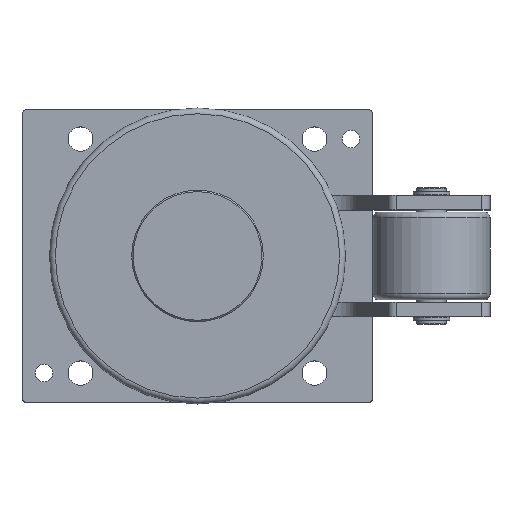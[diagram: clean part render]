
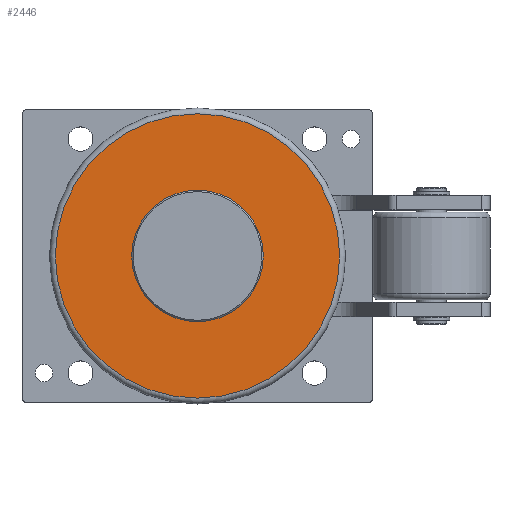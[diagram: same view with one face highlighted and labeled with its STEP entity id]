
A CAD part, top view. The second image highlights one B-rep face of the part: STEP entity #2446.
In plain terms, the highlighted planar face has unit normal (0, 0, 1).
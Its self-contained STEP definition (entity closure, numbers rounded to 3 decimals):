
#45=FACE_BOUND('',#335,.T.);
#99=PLANE('',#2697);
#190=FACE_OUTER_BOUND('',#334,.T.);
#334=EDGE_LOOP('',(#1935,#1936));
#335=EDGE_LOOP('',(#1937));
#874=CIRCLE('',#2698,48.6);
#875=CIRCLE('',#2699,48.6);
#876=CIRCLE('',#2700,22.5);
#1095=VERTEX_POINT('',#4055);
#1096=VERTEX_POINT('',#4056);
#1097=VERTEX_POINT('',#4059);
#1405=EDGE_CURVE('',#1095,#1096,#874,.T.);
#1406=EDGE_CURVE('',#1096,#1095,#875,.T.);
#1407=EDGE_CURVE('',#1097,#1097,#876,.T.);
#1935=ORIENTED_EDGE('',*,*,#1405,.F.);
#1936=ORIENTED_EDGE('',*,*,#1406,.F.);
#1937=ORIENTED_EDGE('',*,*,#1407,.F.);
#2446=ADVANCED_FACE('',(#190,#45),#99,.T.);
#2697=AXIS2_PLACEMENT_3D('',#4054,#3267,#3268);
#2698=AXIS2_PLACEMENT_3D('',#4057,#3269,#3270);
#2699=AXIS2_PLACEMENT_3D('',#4058,#3271,#3272);
#2700=AXIS2_PLACEMENT_3D('',#4060,#3273,#3274);
#3267=DIRECTION('center_axis',(0.,0.,
1.));
#3268=DIRECTION('ref_axis',(1.,0.,0.));
#3269=DIRECTION('center_axis',(0.,0.,
-1.));
#3270=DIRECTION('ref_axis',(0.,-1.,0.));
#3271=DIRECTION('center_axis',(0.,0.,
-1.));
#3272=DIRECTION('ref_axis',(0.,-1.,0.));
#3273=DIRECTION('center_axis',(0.,0.,
1.));
#3274=DIRECTION('ref_axis',(0.,1.,0.));
#4054=CARTESIAN_POINT('Origin',(-17.962,49.881,15.5));
#4055=CARTESIAN_POINT('',(-17.962,51.931,15.5));
#4056=CARTESIAN_POINT('',(-66.562,3.331,15.5));
#4057=CARTESIAN_POINT('Origin',(-17.962,3.331,15.5));
#4058=CARTESIAN_POINT('Origin',(-17.962,3.331,15.5));
#4059=CARTESIAN_POINT('',(-17.962,-19.169,15.5));
#4060=CARTESIAN_POINT('Origin',(-17.962,3.331,15.5));
